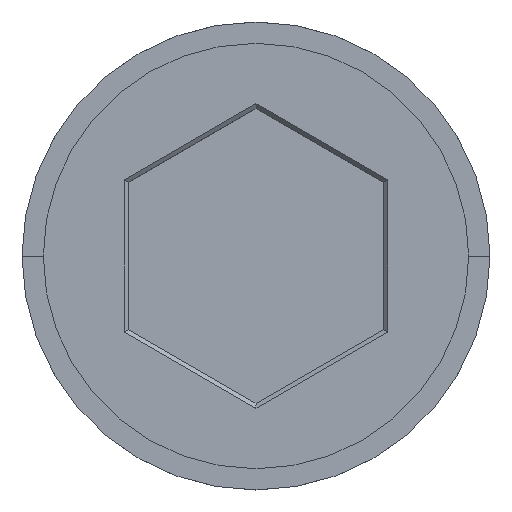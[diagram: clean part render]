
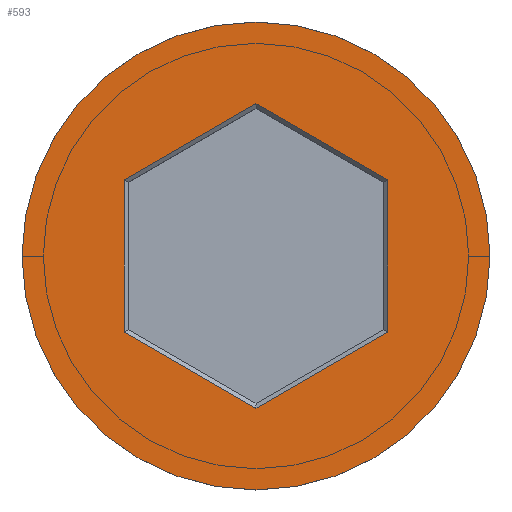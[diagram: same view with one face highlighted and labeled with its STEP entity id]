
A CAD part, top view. The second image highlights one B-rep face of the part: STEP entity #593.
In plain terms, the highlighted planar face has unit normal (0, 0, 1).
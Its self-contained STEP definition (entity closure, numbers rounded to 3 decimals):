
#3 = ORIENTED_EDGE ( 'NONE', *, *, #113, .T. ) ;
#54 = CARTESIAN_POINT ( 'NONE',  ( 0., 0., 0. ) ) ;
#56 = DIRECTION ( 'NONE',  ( 0., 0., 1. ) ) ;
#92 = CARTESIAN_POINT ( 'NONE',  ( 3.1, -1.79, 0. ) ) ;
#113 = EDGE_CURVE ( 'NONE', #138, #739, #945, .T. ) ;
#133 = EDGE_CURVE ( 'NONE', #993, #137, #207, .T. ) ;
#137 = VERTEX_POINT ( 'NONE', #1421 ) ;
#138 = VERTEX_POINT ( 'NONE', #92 ) ;
#153 = CARTESIAN_POINT ( 'NONE',  ( 0., 3.58, 0. ) ) ;
#164 = CARTESIAN_POINT ( 'NONE',  ( 3.05, 1.819, 0. ) ) ;
#201 = ORIENTED_EDGE ( 'NONE', *, *, #1411, .T. ) ;
#207 = LINE ( 'NONE', #460, #1106 ) ;
#208 = VERTEX_POINT ( 'NONE', #359 ) ;
#276 = ORIENTED_EDGE ( 'NONE', *, *, #734, .T. ) ;
#314 = DIRECTION ( 'NONE',  ( 0., 1., 0. ) ) ;
#359 = CARTESIAN_POINT ( 'NONE',  ( 5.5, 0., 0. ) ) ;
#361 = EDGE_CURVE ( 'NONE', #1508, #1220, #1134, .T. ) ;
#373 = VECTOR ( 'NONE', #464, 1000. ) ;
#438 = FACE_OUTER_BOUND ( 'NONE', #680, .T. ) ;
#453 = ORIENTED_EDGE ( 'NONE', *, *, #133, .T. ) ;
#460 = CARTESIAN_POINT ( 'NONE',  ( -3.1, 1.732, 0. ) ) ;
#462 = CARTESIAN_POINT ( 'NONE',  ( -3.1, -1.79, 0. ) ) ;
#464 = DIRECTION ( 'NONE',  ( -0.866, 0.5, 0. ) ) ;
#514 = EDGE_CURVE ( 'NONE', #1366, #208, #1568, .T. ) ;
#558 = CARTESIAN_POINT ( 'NONE',  ( 3.1, 1.79, 0. ) ) ;
#562 = FACE_BOUND ( 'NONE', #630, .T. ) ;
#569 = CARTESIAN_POINT ( 'NONE',  ( 0., 0., 0. ) ) ;
#574 = DIRECTION ( 'NONE',  ( 0., 0., 1. ) ) ;
#593 = ADVANCED_FACE ( 'NONE', ( #562, #438 ), #936, .T. ) ;
#626 = LINE ( 'NONE', #1582, #978 ) ;
#630 = EDGE_LOOP ( 'NONE', ( #453, #1440, #655, #276, #3, #201 ) ) ;
#655 = ORIENTED_EDGE ( 'NONE', *, *, #361, .T. ) ;
#680 = EDGE_LOOP ( 'NONE', ( #1580, #912 ) ) ;
#734 = EDGE_CURVE ( 'NONE', #1220, #138, #626, .T. ) ;
#739 = VERTEX_POINT ( 'NONE', #1124 ) ;
#744 = DIRECTION ( 'NONE',  ( 0., -1., 0. ) ) ;
#790 = DIRECTION ( 'NONE',  ( 1., 0., 0. ) ) ;
#829 = DIRECTION ( 'NONE',  ( -0.866, -0.5, 0. ) ) ;
#836 = CARTESIAN_POINT ( 'NONE',  ( 0.05, -3.551, 0. ) ) ;
#841 = CARTESIAN_POINT ( 'NONE',  ( 0., 0., 0. ) ) ;
#847 = CIRCLE ( 'NONE', #1105, 5.5 ) ;
#912 = ORIENTED_EDGE ( 'NONE', *, *, #514, .T. ) ;
#920 = DIRECTION ( 'NONE',  ( 0.866, -0.5, 0. ) ) ;
#931 = EDGE_CURVE ( 'NONE', #137, #1508, #1317, .T. ) ;
#936 = PLANE ( 'NONE',  #1465 ) ;
#945 = LINE ( 'NONE', #836, #1410 ) ;
#954 = DIRECTION ( 'NONE',  ( 0., 0., 1. ) ) ;
#978 = VECTOR ( 'NONE', #744, 1000. ) ;
#993 = VERTEX_POINT ( 'NONE', #462 ) ;
#1002 = VECTOR ( 'NONE', #920, 1000. ) ;
#1025 = AXIS2_PLACEMENT_3D ( 'NONE', #569, #954, #1203 ) ;
#1103 = DIRECTION ( 'NONE',  ( 0.866, 0.5, 0. ) ) ;
#1105 = AXIS2_PLACEMENT_3D ( 'NONE', #54, #574, #790 ) ;
#1106 = VECTOR ( 'NONE', #314, 1000. ) ;
#1124 = CARTESIAN_POINT ( 'NONE',  ( 0., -3.58, 0. ) ) ;
#1134 = LINE ( 'NONE', #164, #1002 ) ;
#1186 = CARTESIAN_POINT ( 'NONE',  ( -5.5, 0., 0. ) ) ;
#1203 = DIRECTION ( 'NONE',  ( 1., 0., 0. ) ) ;
#1210 = CARTESIAN_POINT ( 'NONE',  ( -3.05, -1.819, 0. ) ) ;
#1220 = VERTEX_POINT ( 'NONE', #558 ) ;
#1257 = VECTOR ( 'NONE', #1103, 1000. ) ;
#1272 = EDGE_CURVE ( 'NONE', #208, #1366, #847, .T. ) ;
#1317 = LINE ( 'NONE', #1578, #1257 ) ;
#1327 = DIRECTION ( 'NONE',  ( 1., 0., 0. ) ) ;
#1366 = VERTEX_POINT ( 'NONE', #1186 ) ;
#1410 = VECTOR ( 'NONE', #829, 1000. ) ;
#1411 = EDGE_CURVE ( 'NONE', #739, #993, #1586, .T. ) ;
#1421 = CARTESIAN_POINT ( 'NONE',  ( -3.1, 1.79, 0. ) ) ;
#1440 = ORIENTED_EDGE ( 'NONE', *, *, #931, .T. ) ;
#1465 = AXIS2_PLACEMENT_3D ( 'NONE', #841, #56, #1327 ) ;
#1508 = VERTEX_POINT ( 'NONE', #153 ) ;
#1568 = CIRCLE ( 'NONE', #1025, 5.5 ) ;
#1578 = CARTESIAN_POINT ( 'NONE',  ( -0.05, 3.551, 0. ) ) ;
#1580 = ORIENTED_EDGE ( 'NONE', *, *, #1272, .T. ) ;
#1582 = CARTESIAN_POINT ( 'NONE',  ( 3.1, -1.732, 0. ) ) ;
#1586 = LINE ( 'NONE', #1210, #373 ) ;
